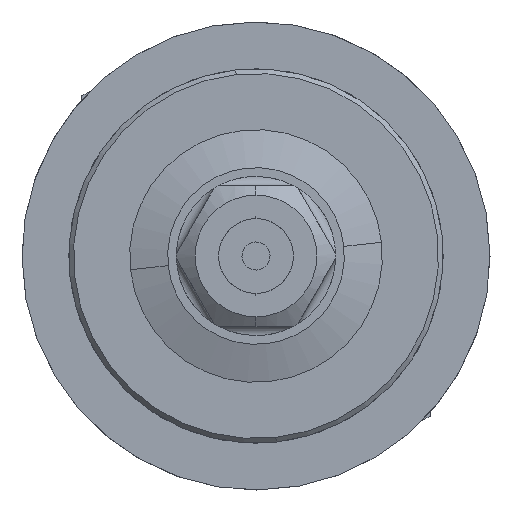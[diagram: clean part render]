
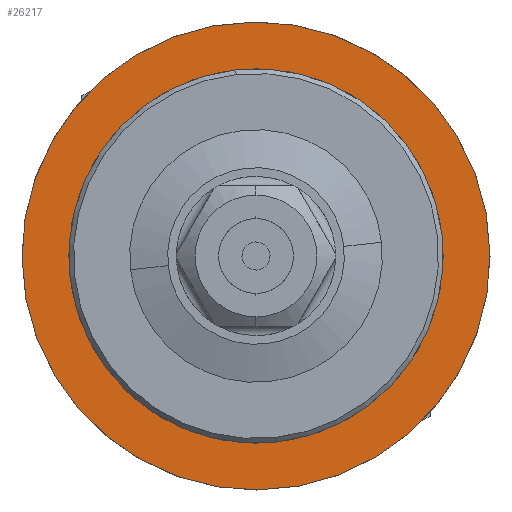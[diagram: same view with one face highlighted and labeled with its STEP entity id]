
A CAD part, front view. The second image highlights one B-rep face of the part: STEP entity #26217.
In plain terms, the highlighted face is planar.
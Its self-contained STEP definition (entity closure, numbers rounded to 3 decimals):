
#3925 = PLANE ( 'NONE',  #77861 ) ;
#4340 = DIRECTION ( 'NONE',  ( 0., 0., 1. ) ) ;
#4655 = CARTESIAN_POINT ( 'NONE',  ( 0., 0., 15. ) ) ;
#6449 = CARTESIAN_POINT ( 'NONE',  ( -50., 0., 15. ) ) ;
#6789 = AXIS2_PLACEMENT_3D ( 'NONE', #4655, #4340, #99846 ) ;
#12710 = FACE_OUTER_BOUND ( 'NONE', #64039, .T. ) ;
#13311 = CIRCLE ( 'NONE', #6789, 50. ) ;
#13627 = DIRECTION ( 'NONE',  ( -1., 0., 0. ) ) ;
#26217 = ADVANCED_FACE ( 'NONE', ( #12710 ), #3925, .T. ) ;
#29217 = DIRECTION ( 'NONE',  ( 0., 0., 1. ) ) ;
#32077 = VERTEX_POINT ( 'NONE', #90001 ) ;
#33306 = VERTEX_POINT ( 'NONE', #6449 ) ;
#34711 = CARTESIAN_POINT ( 'NONE',  ( 0., 0., 15. ) ) ;
#53531 = ORIENTED_EDGE ( 'NONE', *, *, #79272, .T. ) ;
#58903 = DIRECTION ( 'NONE',  ( 0., 0., 1. ) ) ;
#64039 = EDGE_LOOP ( 'NONE', ( #76281, #53531 ) ) ;
#75847 = CARTESIAN_POINT ( 'NONE',  ( 0., 0., 15. ) ) ;
#76281 = ORIENTED_EDGE ( 'NONE', *, *, #102114, .T. ) ;
#77861 = AXIS2_PLACEMENT_3D ( 'NONE', #34711, #58903, #89722 ) ;
#79272 = EDGE_CURVE ( 'NONE', #32077, #33306, #81709, .T. ) ;
#79399 = AXIS2_PLACEMENT_3D ( 'NONE', #75847, #29217, #13627 ) ;
#81709 = CIRCLE ( 'NONE', #79399, 50. ) ;
#89722 = DIRECTION ( 'NONE',  ( 1., 0., 0. ) ) ;
#90001 = CARTESIAN_POINT ( 'NONE',  ( 50., 0., 15. ) ) ;
#99846 = DIRECTION ( 'NONE',  ( -1., 0., 0. ) ) ;
#102114 = EDGE_CURVE ( 'NONE', #33306, #32077, #13311, .T. ) ;
